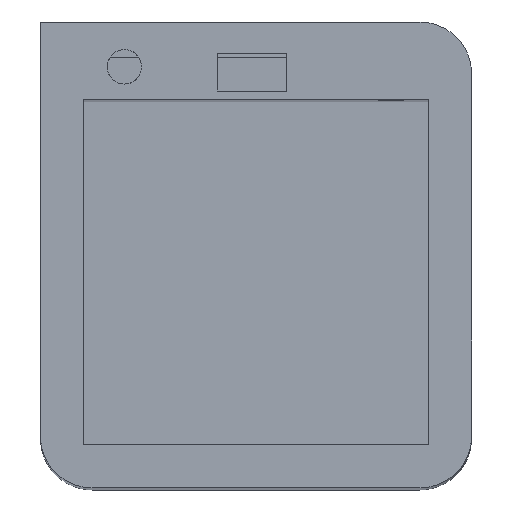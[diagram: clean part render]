
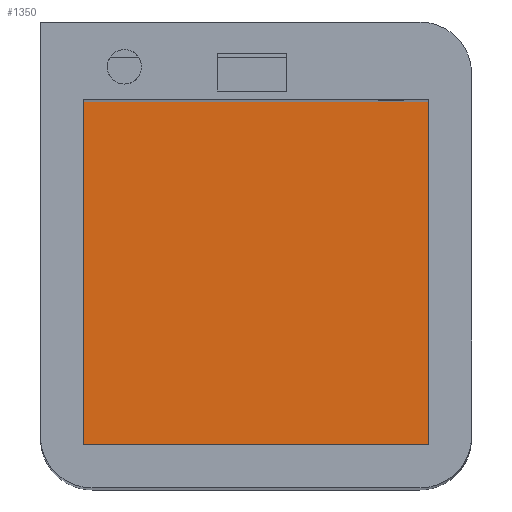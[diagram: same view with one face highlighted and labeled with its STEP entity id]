
A CAD part, top view. The second image highlights one B-rep face of the part: STEP entity #1350.
In plain terms, the highlighted planar face has unit normal (0, 0, 1).
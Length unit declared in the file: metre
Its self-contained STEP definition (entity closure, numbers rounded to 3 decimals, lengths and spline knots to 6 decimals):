
#274=ORIENTED_EDGE('',*,*,#607,.F.);
#275=ORIENTED_EDGE('',*,*,#611,.F.);
#276=ORIENTED_EDGE('',*,*,#609,.T.);
#277=ORIENTED_EDGE('',*,*,#582,.T.);
#582=EDGE_CURVE('',#760,#761,#878,.T.);
#607=EDGE_CURVE('',#776,#761,#896,.T.);
#609=EDGE_CURVE('',#777,#760,#898,.T.);
#611=EDGE_CURVE('',#777,#776,#900,.T.);
#760=VERTEX_POINT('',#2161);
#761=VERTEX_POINT('',#2162);
#776=VERTEX_POINT('',#2214);
#777=VERTEX_POINT('',#2218);
#878=LINE('',#2160,#1016);
#896=LINE('',#2213,#1034);
#898=LINE('',#2217,#1036);
#900=LINE('',#2221,#1038);
#1016=VECTOR('',#1699,1.);
#1034=VECTOR('',#1747,1.);
#1036=VECTOR('',#1751,1.);
#1038=VECTOR('',#1755,1.);
#1107=EDGE_LOOP('',(#274,#275,#276,#277));
#1208=FACE_BOUND('',#1107,.T.);
#1292=PLANE('',#1472);
#1350=ADVANCED_FACE('',(#1208),#1292,.T.);
#1472=AXIS2_PLACEMENT_3D('',#2222,#1756,#1757);
#1699=DIRECTION('',(-1.,0.,0.));
#1747=DIRECTION('',(0.,1.,0.));
#1751=DIRECTION('',(0.,1.,0.));
#1755=DIRECTION('',(-1.,0.,0.));
#1756=DIRECTION('',(0.,0.,1.));
#1757=DIRECTION('',(1.,0.,0.));
#2160=CARTESIAN_POINT('',(0.,0.02,0.));
#2161=CARTESIAN_POINT('',(0.02,0.02,0.));
#2162=CARTESIAN_POINT('',(-0.02,0.02,0.));
#2213=CARTESIAN_POINT('',(-0.02,-0.0005,0.));
#2214=CARTESIAN_POINT('',(-0.02,-0.02,0.));
#2217=CARTESIAN_POINT('',(0.02,-0.0005,0.));
#2218=CARTESIAN_POINT('',(0.02,-0.02,0.));
#2221=CARTESIAN_POINT('',(0.,-0.02,0.));
#2222=CARTESIAN_POINT('',(0.,0.002,0.));
